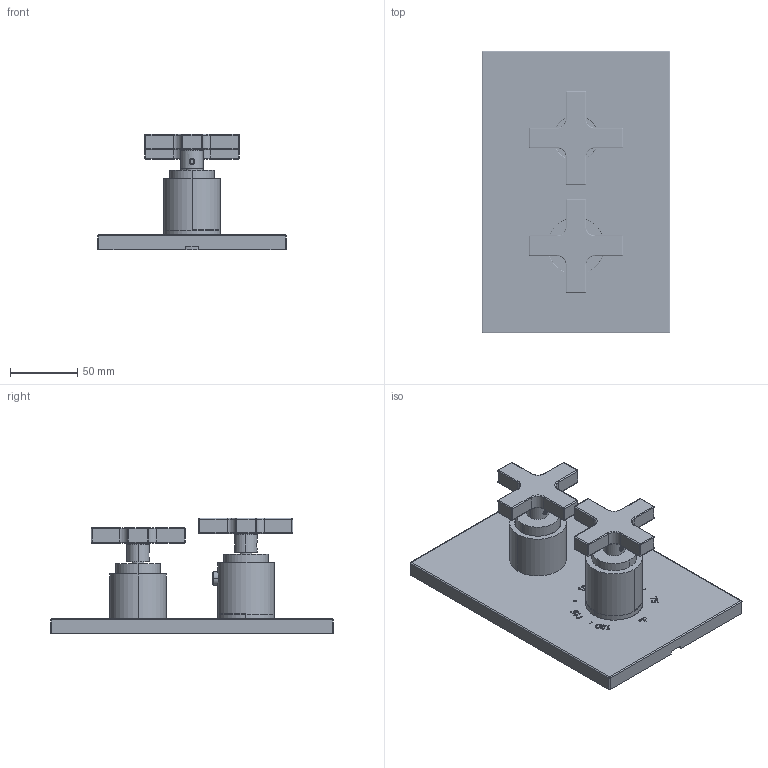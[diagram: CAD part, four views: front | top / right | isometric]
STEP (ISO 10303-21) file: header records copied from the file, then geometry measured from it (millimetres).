
FILE_DESCRIPTION((''),'2;1');
FILE_NAME('PRT0001','2017-01-10T',('ravindrashirol'),(''),'PRO/ENGINEER BY PARAMETRIC TECHNOLOGY CORPORATION, 2014000','PRO/ENGINEER BY PARAMETRIC TECHNOLOGY CORPORATION, 2014000','');
FILE_SCHEMA(('CONFIG_CONTROL_DESIGN'));
Products named in the file (1): PRT0001
Bounding box: 139.7 x 209.55 x 85.89 mm (x, y, z)
Volume: 193156.5 mm3; surface area: 197007.7 mm2
Topology: 5 solids, 20 shells, 2337 faces, 6270 edges, 3984 vertices
Faces by surface type: plane 859, cylinder 674, extrusion 361, bspline 156, cone 133, sphere 76, torus 74, revolution 4
Entity records: 106068 total; most frequent: CARTESIAN_POINT 51402, ORIENTED_EDGE 12446, DIRECTION 9372, EDGE_CURVE 6262, VERTEX_POINT 3984, VECTOR 3202, AXIS2_PLACEMENT_3D 3083, LINE 2841
